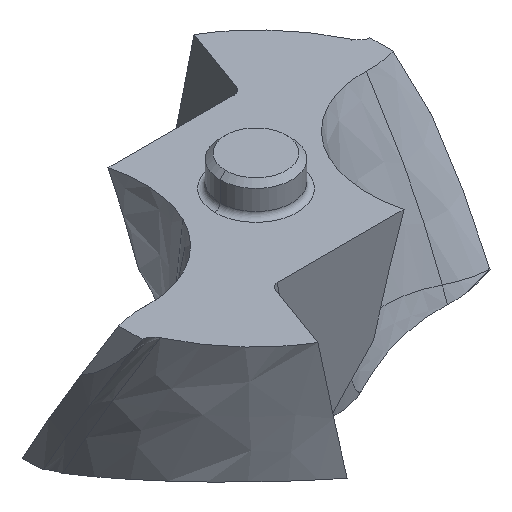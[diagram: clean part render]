
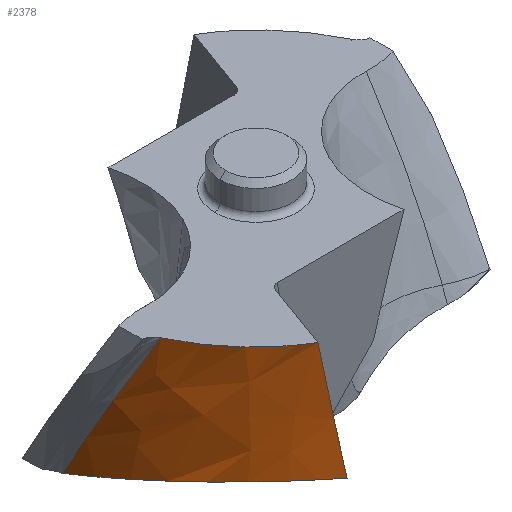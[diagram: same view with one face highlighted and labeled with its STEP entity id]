
A CAD part, isometric view. The second image highlights one B-rep face of the part: STEP entity #2378.
In plain terms, the highlighted free-form (B-spline) face has degree [3, 3] with [7, 5] control points.
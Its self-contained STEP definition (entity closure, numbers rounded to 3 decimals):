
#193=CARTESIAN_POINT('',(-4.863,-2.243,
0.));
#194=CARTESIAN_POINT('',(-4.604,-2.798,
0.));
#195=CARTESIAN_POINT('',(-3.999,-3.659,
0.));
#196=CARTESIAN_POINT('',(-3.177,-4.3,
0.));
#197=CARTESIAN_POINT('',(-2.815,-4.518,
0.));
#207=CARTESIAN_POINT('',(-4.863,-2.243,
0.));
#856=CARTESIAN_POINT('',(-2.282,-4.787,
-3.362));
#857=CARTESIAN_POINT('',(-2.307,-4.766,
-3.188));
#858=CARTESIAN_POINT('',(-2.361,-4.725,
-2.823));
#859=CARTESIAN_POINT('',(-2.45,-4.669,
-2.237));
#860=CARTESIAN_POINT('',(-2.553,-4.616,
-1.586));
#861=CARTESIAN_POINT('',(-2.673,-4.568,
-0.854));
#862=CARTESIAN_POINT('',(-2.766,-4.535,
-0.296));
#863=CARTESIAN_POINT('',(-2.815,-4.518,
0.));
#868=CARTESIAN_POINT('',(-5.357,-0.033,
-4.084));
#869=CARTESIAN_POINT('',(-5.356,-0.225,
-4.01));
#870=CARTESIAN_POINT('',(-5.334,-0.602,
-3.872));
#871=CARTESIAN_POINT('',(-5.242,-1.151,
-3.693));
#872=CARTESIAN_POINT('',(-5.096,-1.677,
-3.542));
#873=CARTESIAN_POINT('',(-4.898,-2.181,
-3.419));
#874=CARTESIAN_POINT('',(-4.65,-2.659,
-3.324));
#875=CARTESIAN_POINT('',(-4.354,-3.109,
-3.258));
#876=CARTESIAN_POINT('',(-4.016,-3.523,
-3.221));
#877=CARTESIAN_POINT('',(-3.639,-3.9,
-3.212));
#878=CARTESIAN_POINT('',(-3.224,-4.239,
-3.231));
#879=CARTESIAN_POINT('',(-2.773,-4.538,
-3.28));
#880=CARTESIAN_POINT('',(-2.45,-4.709,
-3.331));
#881=CARTESIAN_POINT('',(-2.282,-4.787,
-3.362));
#886=CARTESIAN_POINT('',(-4.863,-2.243,
0.));
#887=CARTESIAN_POINT('',(-5.,-1.947,
-0.562));
#888=CARTESIAN_POINT('',(-5.264,-1.213,
-1.923));
#889=CARTESIAN_POINT('',(-5.359,-0.463,
-3.285));
#890=CARTESIAN_POINT('',(-5.357,-0.033,
-4.084));
#1303=VERTEX_POINT('',#207);
#1304=VERTEX_POINT('',#197);
#1341=CARTESIAN_POINT('',(-2.282,-4.787,
-3.362));
#1342=VERTEX_POINT('',#1341);
#1343=VERTEX_POINT('',#868);
#2335=CARTESIAN_POINT('',(-2.499,-4.733,
-4.125));
#2336=CARTESIAN_POINT('',(-2.178,-4.836,
-3.312));
#2337=CARTESIAN_POINT('',(-1.528,-5.029,
-1.924));
#2338=CARTESIAN_POINT('',(-0.703,-5.206,
-0.536));
#2339=CARTESIAN_POINT('',(-0.332,-5.271,
0.039));
#2340=CARTESIAN_POINT('',(-2.553,-4.705,
-4.125));
#2341=CARTESIAN_POINT('',(-2.234,-4.813,
-3.312));
#2342=CARTESIAN_POINT('',(-1.586,-5.014,
-1.924));
#2343=CARTESIAN_POINT('',(-0.763,-5.2,
-0.536));
#2344=CARTESIAN_POINT('',(-0.393,-5.269,
0.039));
#2345=CARTESIAN_POINT('',(-3.155,-4.375,
-4.125));
#2346=CARTESIAN_POINT('',(-2.849,-4.539,
-3.312));
#2347=CARTESIAN_POINT('',(-2.225,-4.836,
-1.924));
#2348=CARTESIAN_POINT('',(-1.426,-5.118,
-0.536));
#2349=CARTESIAN_POINT('',(-1.066,-5.227,
0.039));
#2350=CARTESIAN_POINT('',(-4.177,-3.525,
-4.125));
#2351=CARTESIAN_POINT('',(-3.919,-3.791,
-3.312));
#2352=CARTESIAN_POINT('',(-3.376,-4.261,
-1.924));
#2353=CARTESIAN_POINT('',(-2.659,-4.717,
-0.536));
#2354=CARTESIAN_POINT('',(-2.332,-4.898,
0.039));
#2355=CARTESIAN_POINT('',(-5.142,-1.865,
-4.125));
#2356=CARTESIAN_POINT('',(-4.999,-2.245,
-3.312));
#2357=CARTESIAN_POINT('',(-4.653,-2.912,
-1.924));
#2358=CARTESIAN_POINT('',(-4.131,-3.563,
-0.536));
#2359=CARTESIAN_POINT('',(-3.886,-3.824,
0.039));
#2360=CARTESIAN_POINT('',(-5.362,-0.597,
-4.125));
#2361=CARTESIAN_POINT('',(-5.318,-1.023,
-3.312));
#2362=CARTESIAN_POINT('',(-5.141,-1.766,
-1.924));
#2363=CARTESIAN_POINT('',(-4.789,-2.493,
-0.536));
#2364=CARTESIAN_POINT('',(-4.614,-2.787,
0.039));
#2365=CARTESIAN_POINT('',(-5.357,0.046,
-4.125));
#2366=CARTESIAN_POINT('',(-5.365,-0.393,
-3.312));
#2367=CARTESIAN_POINT('',(-5.278,-1.159,
-1.924));
#2368=CARTESIAN_POINT('',(-5.015,-1.91,
-0.536));
#2369=CARTESIAN_POINT('',(-4.878,-2.213,
0.039));
#2370=B_SPLINE_SURFACE_WITH_KNOTS('',3,3,((#2335,#2336,#2337,#2338,#2339),
(#2340,#2341,#2342,#2343,#2344),(#2345,#2346,#2347,#2348,#2349),(#2350,#2351,
#2352,#2353,#2354),(#2355,#2356,#2357,#2358,#2359),(#2360,#2361,#2362,#2363,
#2364),(#2365,#2366,#2367,#2368,#2369)),.UNSPECIFIED.,.F.,.F.,.F.,(4,1,1,1,4),
(4,1,4),(0.,0.031,0.348,
0.664,0.99),(0.,0.586,
1.),.UNSPECIFIED.);
#2372=ORIENTED_EDGE('',*,*,#2371,.F.);
#2373=ORIENTED_EDGE('',*,*,#1782,.F.);
#2374=ORIENTED_EDGE('',*,*,#2328,.F.);
#2375=ORIENTED_EDGE('',*,*,#1531,.T.);
#2376=EDGE_LOOP('',(#2372,#2373,#2374,#2375));
#2377=FACE_OUTER_BOUND('',#2376,.F.);
#198=B_SPLINE_CURVE_WITH_KNOTS('',3,(#193,#194,#195,#196,#197),.UNSPECIFIED.,
.F.,.F.,(4,1,4),(0.,0.592,1.),.UNSPECIFIED.);
#864=B_SPLINE_CURVE_WITH_KNOTS('',3,(#856,#857,#858,#859,#860,#861,#862,#863),
.UNSPECIFIED.,.F.,.F.,(4,1,1,1,1,4),(0.,0.2,0.4,0.6,0.8,1.),
.UNSPECIFIED.);
#882=B_SPLINE_CURVE_WITH_KNOTS('',3,(#868,#869,#870,#871,#872,#873,#874,#875,
#876,#877,#878,#879,#880,#881),.UNSPECIFIED.,.F.,.F.,(4,1,1,1,1,1,1,1,1,1,1,4),(
0.,0.091,0.182,0.273,0.364,
0.455,0.545,0.636,0.727,
0.818,0.909,1.),.UNSPECIFIED.);
#891=B_SPLINE_CURVE_WITH_KNOTS('',3,(#886,#887,#888,#889,#890),.UNSPECIFIED.,
.F.,.F.,(4,1,4),(0.,0.413,1.),.UNSPECIFIED.);
#1531=EDGE_CURVE('',#1303,#1304,#198,.T.);
#1782=EDGE_CURVE('',#1343,#1342,#882,.T.);
#2328=EDGE_CURVE('',#1303,#1343,#891,.T.);
#2371=EDGE_CURVE('',#1342,#1304,#864,.T.);
#2378=ADVANCED_FACE('',(#2377),#2370,.F.);
